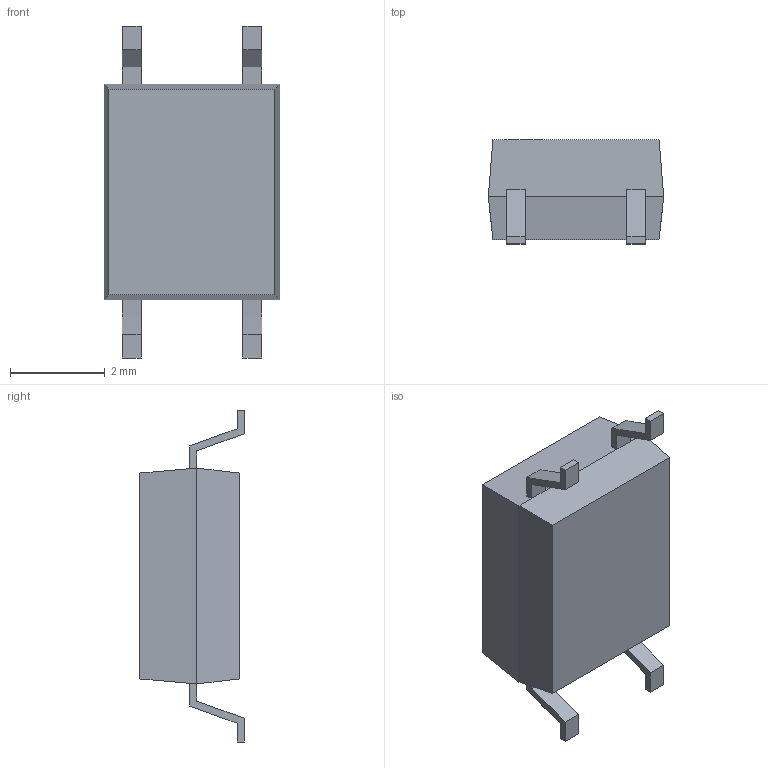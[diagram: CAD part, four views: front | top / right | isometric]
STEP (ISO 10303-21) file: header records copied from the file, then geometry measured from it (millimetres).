
FILE_DESCRIPTION (( 'STEP AP214' ), '1' );
FILE_NAME ('G3VM_61VR.step', '2018-03-01T23:43:36', ( 'OSMC1.0 ' ), ( ' ' ), 'SwSTEP 2.0', 'SolidWorks 2002025', '' );
FILE_SCHEMA (( 'AUTOMOTIVE_DESIGN' ));
Length unit declared in the file: millimetre
Products named in the file (1): G3VM_61VR
Bounding box: 3.7 x 2.2 x 7 mm (x, y, z)
Volume: 34 mm3; surface area: 73.1 mm2
Topology: 1 solids, 1 shells, 49 faces, 126 edges, 80 vertices
Faces by surface type: plane 47, cylinder 2
Entity records: 1614 total; most frequent: CARTESIAN_POINT 256, ORIENTED_EDGE 252, DIRECTION 230, EDGE_CURVE 126, LINE 122, VECTOR 122, VERTEX_POINT 80, AXIS2_PLACEMENT_3D 54
